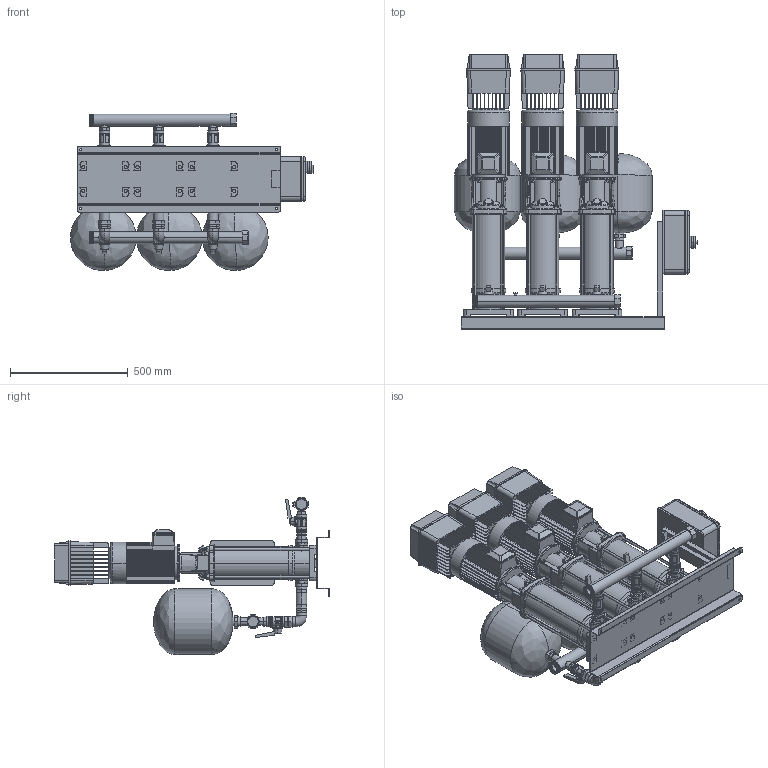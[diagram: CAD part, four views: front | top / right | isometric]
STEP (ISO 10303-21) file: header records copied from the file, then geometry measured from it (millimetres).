
FILE_DESCRIPTION (( 'STEP AP214' ), '1' );
FILE_NAME ('3SBI_5-20_TE_ZB00050652.STEP', '2022-02-04T08:03:18', ( '' ), ( '' ), 'SwSTEP 2.0', 'SolidWorks 2020', '' );
FILE_SCHEMA (( 'AUTOMOTIVE_DESIGN' ));
Length unit declared in the file: mil
Products named in the file (1): 3SBI_5-20_TE_ZB00050652
Bounding box: 1031.34 x 1165 x 666.27 mm (x, y, z)
Volume: 122074622.7 mm3; surface area: 6799526.5 mm2
Topology: 68 solids, 69 shells, 4760 faces, 12296 edges, 7741 vertices
Faces by surface type: plane 2229, cylinder 1490, bspline 585, torus 252, cone 151, sphere 53
Entity records: 215124 total; most frequent: CARTESIAN_POINT 102516, ORIENTED_EDGE 24390, DIRECTION 21660, EDGE_CURVE 12195, VERTEX_POINT 7735, AXIS2_PLACEMENT_3D 7674, LINE 6312, VECTOR 6312
